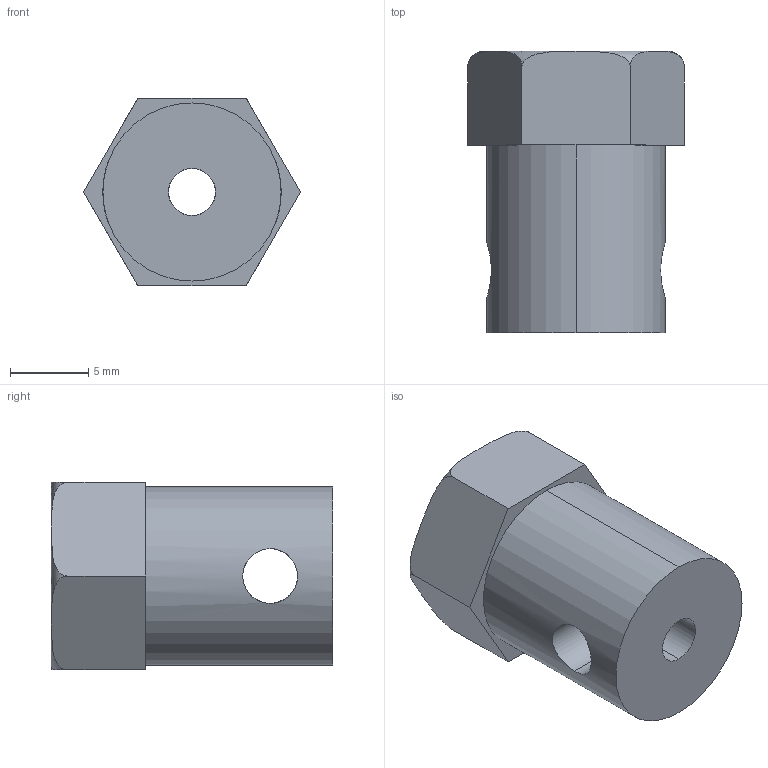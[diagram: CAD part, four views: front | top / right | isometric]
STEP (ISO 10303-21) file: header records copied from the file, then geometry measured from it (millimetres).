
FILE_DESCRIPTION (( 'STEP AP214' ), '1' );
FILE_NAME ('3mm薊粣ん.STEP', '2024-03-05T03:01:25', ( '' ), ( '' ), 'SwSTEP 2.0', 'SolidWorks 2021', '' );
FILE_SCHEMA (( 'AUTOMOTIVE_DESIGN' ));
Length unit declared in the file: millimetre
Products named in the file (1): 3mm薊粣ん
Bounding box: 13.86 x 18 x 12 mm (x, y, z)
Volume: 1727.9 mm3; surface area: 1159.7 mm2
Topology: 1 solids, 1 shells, 22 faces, 54 edges, 36 vertices
Faces by surface type: cylinder 10, plane 10, torus 2
Entity records: 1080 total; most frequent: CARTESIAN_POINT 525, ORIENTED_EDGE 108, DIRECTION 100, EDGE_CURVE 54, AXIS2_PLACEMENT_3D 39, VERTEX_POINT 36, EDGE_LOOP 30, LINE 22
